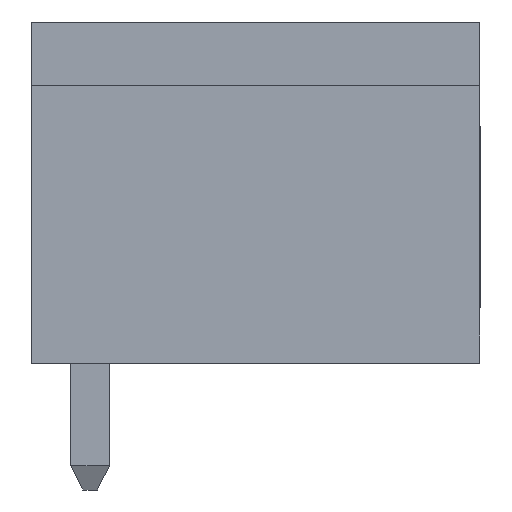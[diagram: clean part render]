
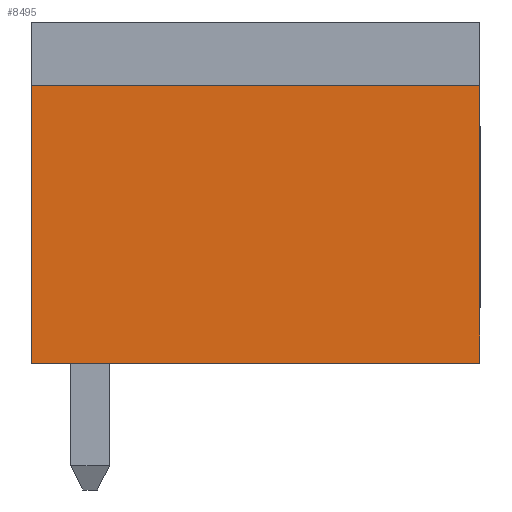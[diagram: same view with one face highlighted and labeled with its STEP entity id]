
A CAD part, left-side view. The second image highlights one B-rep face of the part: STEP entity #8495.
In plain terms, the highlighted planar face has unit normal (-1, 0, 0).
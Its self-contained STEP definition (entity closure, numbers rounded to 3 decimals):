
#1854=ORIENTED_EDGE('',*,*,#3456,.F.);
#1855=ORIENTED_EDGE('',*,*,#3555,.F.);
#1856=ORIENTED_EDGE('',*,*,#3429,.F.);
#1857=ORIENTED_EDGE('',*,*,#3376,.F.);
#3376=EDGE_CURVE('',#4407,#4408,#5367,.T.);
#3429=EDGE_CURVE('',#4408,#4455,#5408,.T.);
#3456=EDGE_CURVE('',#4475,#4407,#5431,.T.);
#3555=EDGE_CURVE('',#4455,#4475,#5527,.T.);
#4407=VERTEX_POINT('',#12795);
#4408=VERTEX_POINT('',#12797);
#4455=VERTEX_POINT('',#12900);
#4475=VERTEX_POINT('',#12951);
#5367=LINE('',#12796,#6433);
#5408=LINE('',#12899,#6474);
#5431=LINE('',#12952,#6497);
#5527=LINE('',#13151,#6593);
#6433=VECTOR('',#10388,1000.);
#6474=VECTOR('',#10459,1000.);
#6497=VECTOR('',#10500,1000.);
#6593=VECTOR('',#10696,1000.);
#7226=EDGE_LOOP('',(#1854,#1855,#1856,#1857));
#7699=FACE_BOUND('',#7226,.T.);
#8108=PLANE('',#9037);
#8495=ADVANCED_FACE('',(#7699),#8108,.F.);
#9037=AXIS2_PLACEMENT_3D('',#13152,#10697,#10698);
#10388=DIRECTION('',(0.,1.,0.));
#10459=DIRECTION('',(0.,0.,1.));
#10500=DIRECTION('',(0.,0.,-1.));
#10696=DIRECTION('',(0.,-1.,0.));
#10697=DIRECTION('',(1.,0.,0.));
#10698=DIRECTION('',(0.,0.,-1.));
#12795=CARTESIAN_POINT('',(-13.9,0.,-3.5));
#12796=CARTESIAN_POINT('',(-13.9,0.,-3.5));
#12797=CARTESIAN_POINT('',(-13.9,9.2,-3.5));
#12899=CARTESIAN_POINT('',(-13.9,9.2,-3.5));
#12900=CARTESIAN_POINT('',(-13.9,9.2,2.2));
#12951=CARTESIAN_POINT('',(-13.9,0.,2.2));
#12952=CARTESIAN_POINT('',(-13.9,0.,2.2));
#13151=CARTESIAN_POINT('',(-13.9,9.2,2.2));
#13152=CARTESIAN_POINT('',(-13.9,0.,0.));
